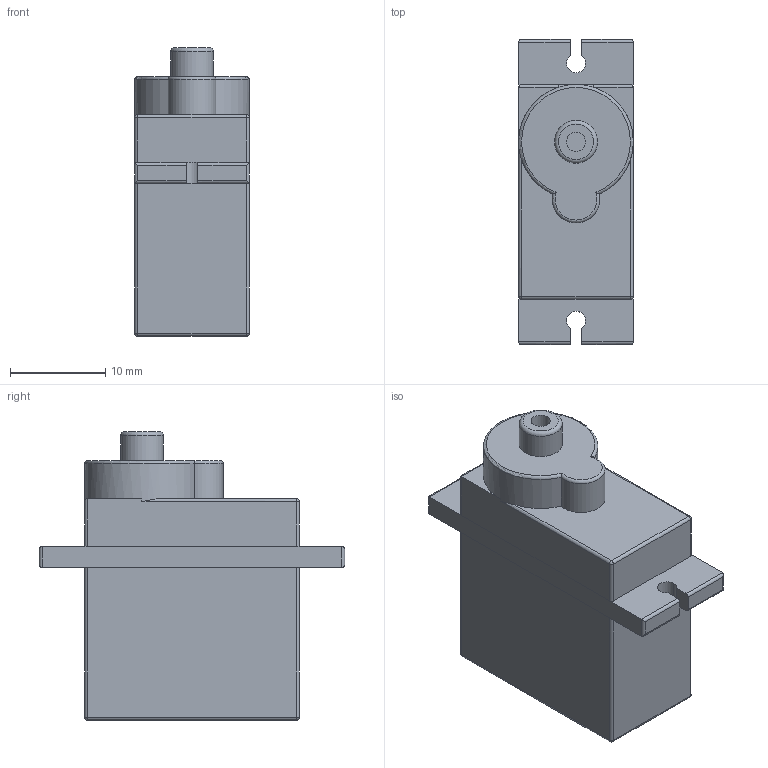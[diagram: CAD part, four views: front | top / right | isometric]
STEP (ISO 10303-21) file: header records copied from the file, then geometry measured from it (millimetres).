
FILE_DESCRIPTION(('FreeCAD Model'),'2;1');
FILE_NAME('Open CASCADE Shape Model','2025-11-28T00:38:37',('Author'),( ''),'Open CASCADE STEP processor 7.8','FreeCAD','Unknown');
FILE_SCHEMA(('AUTOMOTIVE_DESIGN { 1 0 10303 214 1 1 1 1 }'));
Length unit declared in the file: millimetre
Products named in the file (3): Servo_SG90; Body; Body001
Assembly tree (2 placements, depth 2):
  Servo_SG90
    Body
    Body001
Bounding box: 12 x 32 x 30.2 mm (x, y, z)
Volume: 7019.9 mm3; surface area: 2633.9 mm2
Topology: 2 solids, 2 shells, 76 faces, 189 edges, 111 vertices
Faces by surface type: cylinder 37, plane 29, sphere 6, torus 3, bspline 1
Full cylindrical faces by diameter (mm): 2 x1, 4.5 x1
Entity records: 2410 total; most frequent: CARTESIAN_POINT 542, DIRECTION 400, ORIENTED_EDGE 366, EDGE_CURVE 183, AXIS2_PLACEMENT_3D 146, VERTEX_POINT 111, LINE 108, VECTOR 108
